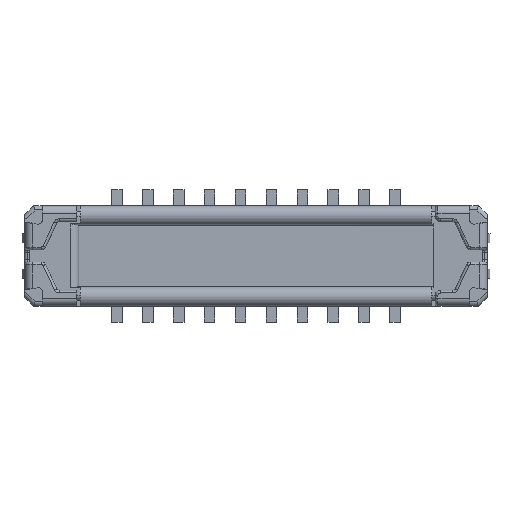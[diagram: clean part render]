
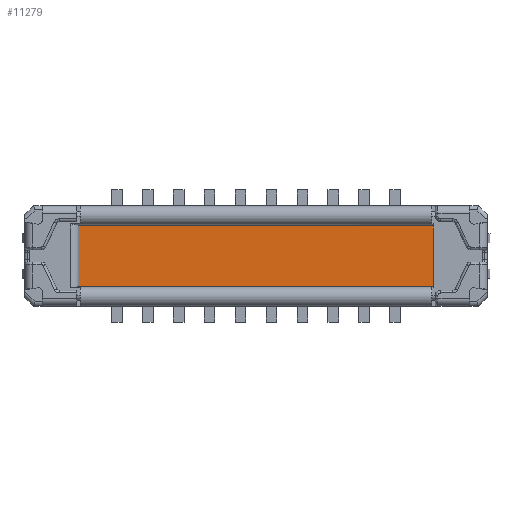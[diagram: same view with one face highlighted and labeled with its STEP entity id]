
A CAD part, top view. The second image highlights one B-rep face of the part: STEP entity #11279.
In plain terms, the highlighted planar face has unit normal (0, 0, 1).
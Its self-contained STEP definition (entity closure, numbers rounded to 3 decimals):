
#2457=DIRECTION('',(1.,0.,0.));
#2458=VECTOR('',#2457,4.01);
#2459=CARTESIAN_POINT('',(-2.005,0.35,
0.135));
#2460=LINE('',#2459,#2458);
#2461=DIRECTION('',(0.,-1.,0.));
#2462=VECTOR('',#2461,0.7);
#2463=CARTESIAN_POINT('',(2.005,0.35,
0.135));
#2464=LINE('',#2463,#2462);
#2465=DIRECTION('',(-1.,0.,0.));
#2466=VECTOR('',#2465,4.01);
#2467=CARTESIAN_POINT('',(2.005,-0.35,
0.135));
#2468=LINE('',#2467,#2466);
#2469=DIRECTION('',(0.,-1.,0.));
#2470=VECTOR('',#2469,0.7);
#2471=CARTESIAN_POINT('',(-2.005,0.35,
0.135));
#2472=LINE('',#2471,#2470);
#5439=CARTESIAN_POINT('',(2.005,0.35,
0.135));
#5440=VERTEX_POINT('',#5439);
#5441=CARTESIAN_POINT('',(-2.005,0.35,
0.135));
#5442=VERTEX_POINT('',#5441);
#5449=CARTESIAN_POINT('',(2.005,-0.35,
0.135));
#5450=VERTEX_POINT('',#5449);
#5760=CARTESIAN_POINT('',(-2.005,-0.35,
0.135));
#5761=VERTEX_POINT('',#5760);
#11267=CARTESIAN_POINT('',(-3.325,0.35,
0.135));
#11268=DIRECTION('',(0.,0.,1.));
#11269=DIRECTION('',(0.,-1.,0.));
#11270=AXIS2_PLACEMENT_3D('',#11267,#11268,#11269);
#11271=PLANE('',#11270);
#11272=ORIENTED_EDGE('',*,*,#6654,.T.);
#11273=ORIENTED_EDGE('',*,*,#6682,.T.);
#11274=ORIENTED_EDGE('',*,*,#11249,.T.);
#11276=ORIENTED_EDGE('',*,*,#11275,.F.);
#11277=EDGE_LOOP('',(#11272,#11273,#11274,#11276));
#11278=FACE_OUTER_BOUND('',#11277,.F.);
#6654=EDGE_CURVE('',#5442,#5440,#2460,.T.);
#6682=EDGE_CURVE('',#5440,#5450,#2464,.T.);
#11249=EDGE_CURVE('',#5450,#5761,#2468,.T.);
#11275=EDGE_CURVE('',#5442,#5761,#2472,.T.);
#11279=ADVANCED_FACE('',(#11278),#11271,.T.);
